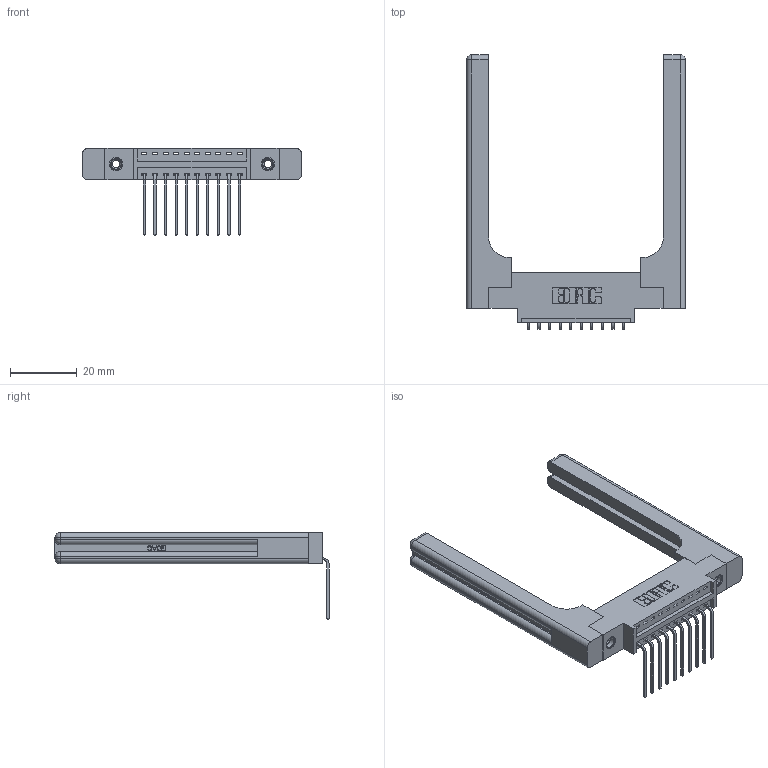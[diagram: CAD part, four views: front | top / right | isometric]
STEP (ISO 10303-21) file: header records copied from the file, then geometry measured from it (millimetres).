
FILE_DESCRIPTION (( 'STEP AP203' ), '1' );
FILE_NAME ('396-010-559-658.STEP', '2019-10-31T20:12:47', ( '' ), ( '' ), 'SwSTEP 2.0', 'SolidWorks 2016', '' );
FILE_SCHEMA (( 'CONFIG_CONTROL_DESIGN' ));
Length unit declared in the file: inch
Products named in the file (5): 346-220-058_345-220-058; 396-010-559-658; 346 Part_0.170 Offset - 0.156 Dia-TH; 345-292-001_558 559 Tail - 1; 345-250-001_345-250-001-102
Assembly tree (15 placements, depth 2):
  396-010-559-658
    346 Part_0.170 Offset - 0.156 Dia-TH
    345-292-001_558 559 Tail - 1  x10
    345-250-001_345-250-001-102  x2
    346-220-058_345-220-058  x2
Bounding box: 65.81 x 82.36 x 26.16 mm (x, y, z)
Volume: 13476.2 mm3; surface area: 12629.9 mm2
Topology: 15 solids, 15 shells, 982 faces, 2827 edges, 1850 vertices
Faces by surface type: plane 648, cylinder 274, bspline 36, cone 12, sphere 8, torus 4
Entity records: 15912 total; most frequent: CARTESIAN_POINT 3719, ORIENTED_EDGE 2460, DIRECTION 2250, EDGE_CURVE 1230, LINE 966, VECTOR 966, VERTEX_POINT 810, AXIS2_PLACEMENT_3D 642
